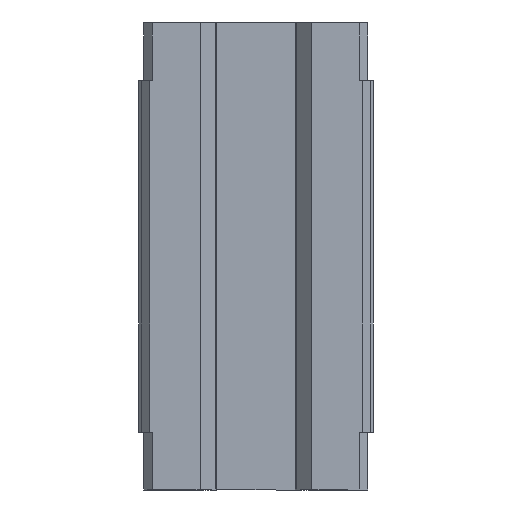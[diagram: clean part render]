
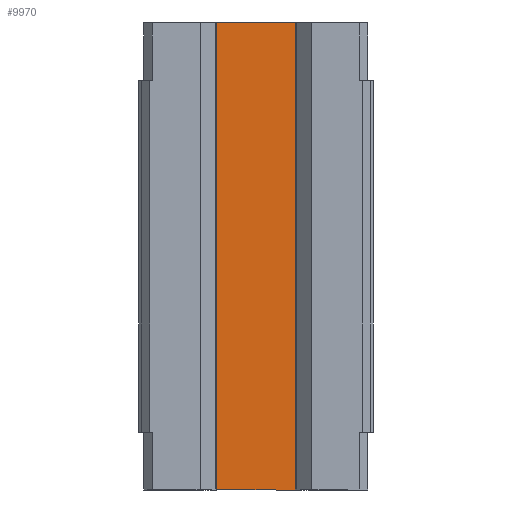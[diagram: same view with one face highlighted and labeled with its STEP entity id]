
A CAD part, front view. The second image highlights one B-rep face of the part: STEP entity #9970.
In plain terms, the highlighted planar face has unit normal (0, -1, 0).
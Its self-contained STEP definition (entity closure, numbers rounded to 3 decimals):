
#6627 = CARTESIAN_POINT ( 'NONE',  ( -14.4, 0., 85.6 ) ) ;
#6652 = LINE ( 'NONE', #6711, #6710 ) ;
#6671 = CARTESIAN_POINT ( 'NONE',  ( 14.4, 0., 85.6 ) ) ;
#6672 = DIRECTION ( 'NONE',  ( -1., 0., 0. ) ) ;
#6673 = VECTOR ( 'NONE', #6672, 1000. ) ;
#6674 = CARTESIAN_POINT ( 'NONE',  ( -14.4, 0., 85.6 ) ) ;
#6675 = LINE ( 'NONE', #6674, #6673 ) ;
#6707 = CARTESIAN_POINT ( 'NONE',  ( 14.4, 0., -85.6 ) ) ;
#6708 = CARTESIAN_POINT ( 'NONE',  ( -14.4, 0., -85.6 ) ) ;
#6709 = DIRECTION ( 'NONE',  ( 0., 0., -1. ) ) ;
#6710 = VECTOR ( 'NONE', #6709, 1000. ) ;
#6711 = CARTESIAN_POINT ( 'NONE',  ( -14.4, 0., -64.4 ) ) ;
#6733 = DIRECTION ( 'NONE',  ( 1., 0., 0. ) ) ;
#6734 = VECTOR ( 'NONE', #6733, 1000. ) ;
#6735 = CARTESIAN_POINT ( 'NONE',  ( -14.4, 0., -85.6 ) ) ;
#6736 = LINE ( 'NONE', #6735, #6734 ) ;
#7041 = DIRECTION ( 'NONE',  ( 0., 0., 1. ) ) ;
#7042 = VECTOR ( 'NONE', #7041, 1000. ) ;
#7043 = CARTESIAN_POINT ( 'NONE',  ( 14.4, 0., -64.4 ) ) ;
#7044 = LINE ( 'NONE', #7043, #7042 ) ;
#7045 = DIRECTION ( 'NONE',  ( 0., 0., -1. ) ) ;
#7046 = DIRECTION ( 'NONE',  ( 0., -1., 0. ) ) ;
#7047 = CARTESIAN_POINT ( 'NONE',  ( -14.4, 0., -64.4 ) ) ;
#7048 = AXIS2_PLACEMENT_3D ( 'NONE', #7047, #7046, #7045 ) ;
#7049 = PLANE ( 'NONE',  #7048 ) ;
#7050 = FACE_OUTER_BOUND ( 'NONE', #9974, .T. ) ;
#8965 = VERTEX_POINT ( 'NONE', #6627 ) ;
#9191 = EDGE_CURVE ( 'NONE', #9192, #8965, #6675, .T. ) ;
#9192 = VERTEX_POINT ( 'NONE', #6671 ) ;
#9390 = EDGE_CURVE ( 'NONE', #8965, #9401, #6652, .T. ) ;
#9401 = VERTEX_POINT ( 'NONE', #6708 ) ;
#9418 = VERTEX_POINT ( 'NONE', #6707 ) ;
#9780 = EDGE_CURVE ( 'NONE', #9401, #9418, #6736, .T. ) ;
#9970 = ADVANCED_FACE ( 'NONE', ( #7050 ), #7049, .T. ) ;
#9972 = EDGE_CURVE ( 'NONE', #9418, #9192, #7044, .T. ) ;
#9973 = ORIENTED_EDGE ( 'NONE', *, *, #9191, .T. ) ;
#9974 = EDGE_LOOP ( 'NONE', ( #9986, #9988, #9973, #9980 ) ) ;
#9980 = ORIENTED_EDGE ( 'NONE', *, *, #9390, .T. ) ;
#9986 = ORIENTED_EDGE ( 'NONE', *, *, #9780, .T. ) ;
#9988 = ORIENTED_EDGE ( 'NONE', *, *, #9972, .T. ) ;
